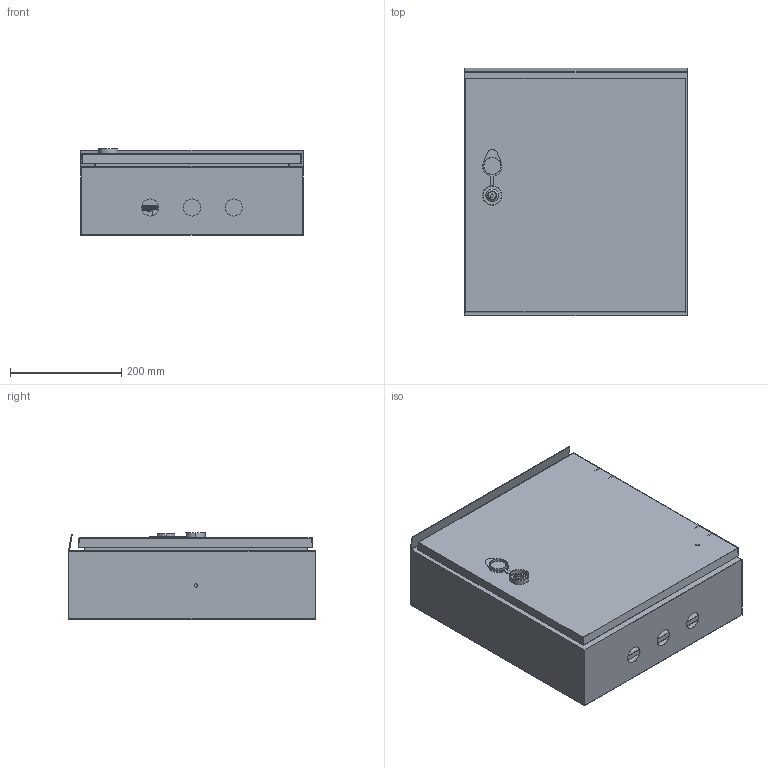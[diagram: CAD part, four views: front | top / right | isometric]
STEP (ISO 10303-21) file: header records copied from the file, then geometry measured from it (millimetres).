
FILE_DESCRIPTION (( 'STEP AP214' ), '1' );
FILE_NAME ('MKM51-N-09-54.STEP', '2021-04-20T07:25:22', ( '' ), ( '' ), 'SwSTEP 2.0', 'SolidWorks 2017', '' );
FILE_SCHEMA (( 'AUTOMOTIVE_DESIGN' ));
Length unit declared in the file: millimetre
Products named in the file (12): Panel_-01; Panel; Ï-ñêîáà_Šˆ‚€ 020.09.02; Dver_Vnutr; Gaika_6; Obolochka; STEKLO_IEK; Dver; MKM51-N-09-54; DIN-疱殛郷妶個 019.08.04; zakliopka vitiazhnaya_4x1.6
Assembly tree (23 placements, depth 3):
  MKM51-N-09-54
    Obolochka
    Panel_-01
      Panel
      DIN-疱殛郷妶個 019.08.04  x3
      Ï-ñêîáà_Šˆ‚€ 020.09.02
      zakliopka vitiazhnaya_4x1.6  x8
    Dver
    Gaika_6  x4
    Dver_Vnutr
      Dver_Vnutr
      STEKLO_IEK
Bounding box: 400 x 445 x 155.85 mm (x, y, z)
Volume: 883273.9 mm3; surface area: 2026722.4 mm2
Topology: 21 solids, 21 shells, 751 faces, 1738 edges, 1076 vertices
Faces by surface type: plane 387, cylinder 284, torus 48, cone 16, sphere 16
Entity records: 15728 total; most frequent: DIRECTION 2734, CARTESIAN_POINT 2562, ORIENTED_EDGE 2476, EDGE_CURVE 1238, AXIS2_PLACEMENT_3D 964, LINE 806, VECTOR 806, VERTEX_POINT 792
